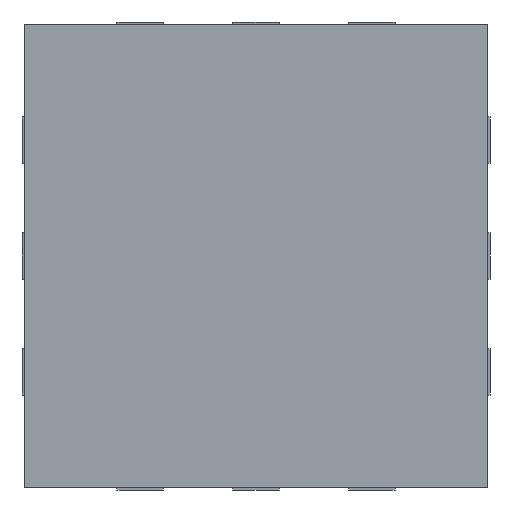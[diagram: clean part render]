
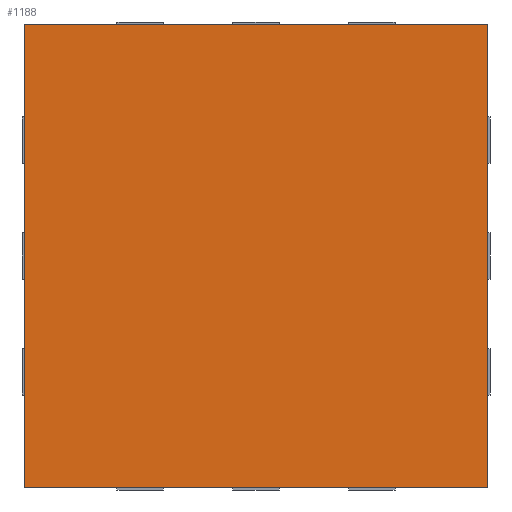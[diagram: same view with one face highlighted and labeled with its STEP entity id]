
A CAD part, front view. The second image highlights one B-rep face of the part: STEP entity #1188.
In plain terms, the highlighted planar face has unit normal (0, -1, 0).
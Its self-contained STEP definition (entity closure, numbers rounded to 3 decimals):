
#33=PLANE('',#1296);
#127=FACE_OUTER_BOUND('',#208,.T.);
#208=EDGE_LOOP('',(#888,#889,#890,#891));
#282=LINE('',#1703,#439);
#286=LINE('',#1711,#443);
#289=LINE('',#1717,#446);
#292=LINE('',#1722,#449);
#439=VECTOR('',#1382,10.);
#443=VECTOR('',#1388,10.);
#446=VECTOR('',#1393,10.);
#449=VECTOR('',#1398,10.);
#599=VERTEX_POINT('',#1701);
#600=VERTEX_POINT('',#1702);
#603=VERTEX_POINT('',#1710);
#605=VERTEX_POINT('',#1716);
#706=EDGE_CURVE('',#599,#600,#282,.T.);
#710=EDGE_CURVE('',#603,#599,#286,.T.);
#713=EDGE_CURVE('',#605,#603,#289,.T.);
#716=EDGE_CURVE('',#600,#605,#292,.T.);
#888=ORIENTED_EDGE('',*,*,#716,.F.);
#889=ORIENTED_EDGE('',*,*,#706,.F.);
#890=ORIENTED_EDGE('',*,*,#710,.F.);
#891=ORIENTED_EDGE('',*,*,#713,.F.);
#1188=ADVANCED_FACE('',(#127),#33,.F.);
#1296=AXIS2_PLACEMENT_3D('',#1725,#1402,#1403);
#1382=DIRECTION('',(1.,0.,0.));
#1388=DIRECTION('',(0.,0.,1.));
#1393=DIRECTION('',(-1.,0.,0.));
#1398=DIRECTION('',(0.,0.,-1.));
#1402=DIRECTION('center_axis',(0.,1.,0.));
#1403=DIRECTION('ref_axis',(1.,0.,0.));
#1701=CARTESIAN_POINT('',(-1.,0.,1.));
#1702=CARTESIAN_POINT('',(1.,0.,1.));
#1703=CARTESIAN_POINT('',(-1.,0.,1.));
#1710=CARTESIAN_POINT('',(-1.,0.,-1.));
#1711=CARTESIAN_POINT('',(-1.,0.,-1.));
#1716=CARTESIAN_POINT('',(1.,0.,-1.));
#1717=CARTESIAN_POINT('',(1.,0.,-1.));
#1722=CARTESIAN_POINT('',(1.,0.,1.));
#1725=CARTESIAN_POINT('Origin',(0.,0.,0.));
